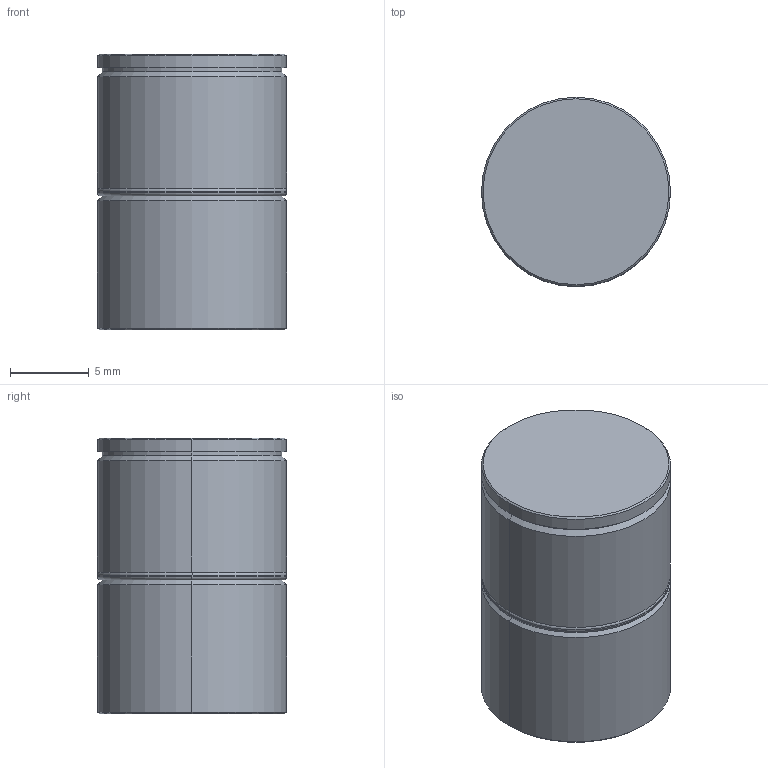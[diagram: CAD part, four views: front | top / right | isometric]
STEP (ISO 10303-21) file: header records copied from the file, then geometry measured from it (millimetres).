
FILE_DESCRIPTION (( 'STEP AP203' ), '1' );
FILE_NAME ('2b2e.STEP', '2024-03-18T12:46:24', ( '' ), ( '' ), 'SwSTEP 2.0', 'SolidWorks 2019', '' );
FILE_SCHEMA (( 'CONFIG_CONTROL_DESIGN' ));
Length unit declared in the file: millimetre
Products named in the file (1): 2b2e
Bounding box: 12 x 12 x 17.5 mm (x, y, z)
Volume: 1933 mm3; surface area: 1184.6 mm2
Topology: 2 solids, 2 shells, 37 faces, 74 edges, 44 vertices
Faces by surface type: plane 13, cylinder 12, cone 8, torus 4
Entity records: 1031 total; most frequent: DIRECTION 186, CARTESIAN_POINT 156, ORIENTED_EDGE 148, EDGE_CURVE 74, AXIS2_PLACEMENT_3D 74, VERTEX_POINT 44, EDGE_LOOP 40, VECTOR 38
